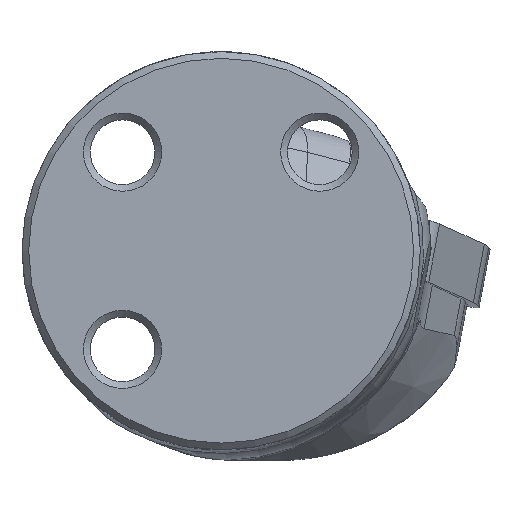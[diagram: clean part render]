
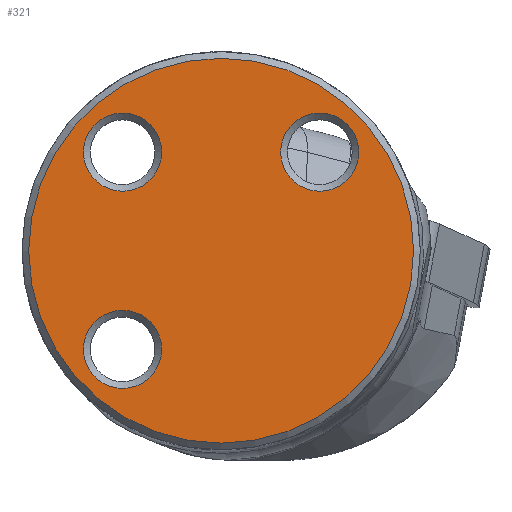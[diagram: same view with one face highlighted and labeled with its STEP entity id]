
A CAD part, top view. The second image highlights one B-rep face of the part: STEP entity #321.
In plain terms, the highlighted planar face has unit normal (0, 0, 1).
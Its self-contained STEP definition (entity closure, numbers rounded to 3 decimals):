
#100=FACE_BOUND('',#589,.T.);
#101=FACE_BOUND('',#590,.T.);
#102=FACE_BOUND('',#591,.T.);
#103=FACE_BOUND('',#592,.T.);
#321=ADVANCED_FACE('',(#100,#101,#102,#103),#404,.F.);
#404=PLANE('',#2249);
#589=EDGE_LOOP('',(#996));
#590=EDGE_LOOP('',(#997));
#591=EDGE_LOOP('',(#998));
#592=EDGE_LOOP('',(#999));
#700=CIRCLE('',#2244,19.325);
#701=CIRCLE('',#2246,3.925);
#702=CIRCLE('',#2247,3.925);
#703=CIRCLE('',#2248,3.925);
#996=ORIENTED_EDGE('',*,*,#1666,.F.);
#997=ORIENTED_EDGE('',*,*,#1667,.T.);
#998=ORIENTED_EDGE('',*,*,#1668,.F.);
#999=ORIENTED_EDGE('',*,*,#1665,.F.);
#1424=VERTEX_POINT('',#3632);
#1425=VERTEX_POINT('',#3635);
#1426=VERTEX_POINT('',#3637);
#1427=VERTEX_POINT('',#3639);
#1665=EDGE_CURVE('',#1424,#1424,#700,.T.);
#1666=EDGE_CURVE('',#1425,#1425,#701,.T.);
#1667=EDGE_CURVE('',#1426,#1426,#702,.T.);
#1668=EDGE_CURVE('',#1427,#1427,#703,.T.);
#2244=AXIS2_PLACEMENT_3D('',#3631,#2641,#2642);
#2246=AXIS2_PLACEMENT_3D('',#3634,#2645,#2646);
#2247=AXIS2_PLACEMENT_3D('',#3636,#2647,#2648);
#2248=AXIS2_PLACEMENT_3D('',#3638,#2649,#2650);
#2249=AXIS2_PLACEMENT_3D('',#3640,#2651,#2652);
#2641=DIRECTION('',(0.,0.,-1.));
#2642=DIRECTION('',(1.,0.,0.));
#2645=DIRECTION('',(0.,0.,1.));
#2646=DIRECTION('',(1.,0.,0.));
#2647=DIRECTION('',(0.,0.,-1.));
#2648=DIRECTION('',(1.,0.,0.));
#2649=DIRECTION('',(0.,0.,1.));
#2650=DIRECTION('',(1.,0.,0.));
#2651=DIRECTION('',(0.,0.,-1.));
#2652=DIRECTION('',(1.,0.,0.));
#3631=CARTESIAN_POINT('',(0.,0.,0.));
#3632=CARTESIAN_POINT('',(19.325,0.,0.));
#3634=CARTESIAN_POINT('',(-9.899,-9.899,0.));
#3635=CARTESIAN_POINT('',(-5.974,-9.899,0.));
#3636=CARTESIAN_POINT('',(-9.899,9.899,0.));
#3637=CARTESIAN_POINT('',(-5.974,9.899,0.));
#3638=CARTESIAN_POINT('',(9.899,9.899,0.));
#3639=CARTESIAN_POINT('',(13.824,9.899,0.));
#3640=CARTESIAN_POINT('',(0.,0.,0.));
